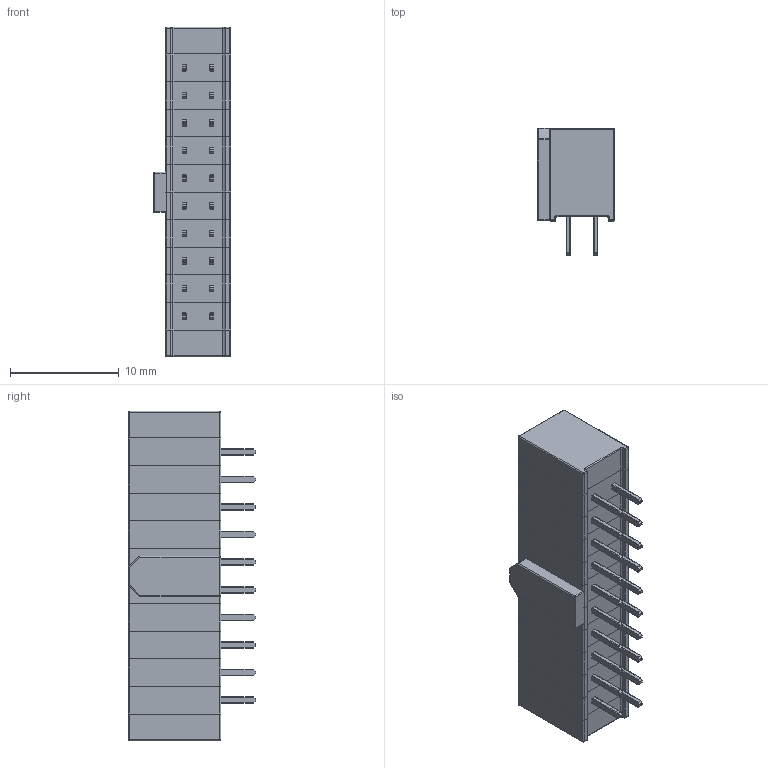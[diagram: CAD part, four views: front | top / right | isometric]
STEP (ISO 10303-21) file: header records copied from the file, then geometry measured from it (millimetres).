
FILE_DESCRIPTION (( 'STEP AP214' ), '1' );
FILE_NAME ('SFH11-xxPC-D10-ST-BK.STEP', '2018-08-02T18:08:56', ( '' ), ( '' ), 'SwSTEP 2.0', 'SolidWorks 2014', '' );
FILE_SCHEMA (( 'AUTOMOTIVE_DESIGN' ));
Length unit declared in the file: millimetre
Products named in the file (4): Polarizing Key; end; body section with ST gold pins; SFH11-xxPC-D10-ST-BK
Assembly tree (33 placements, depth 2):
  SFH11-xxPC-D10-ST-BK
    body section with ST gold pins  x30
    end  x2
    Polarizing Key
Bounding box: 7.1 x 11.7 x 30.32 mm (x, y, z)
Surface area: 7198 mm2
Topology: 93 solids, 93 shells, 5014 faces, 11138 edges, 5874 vertices
Faces by surface type: cylinder 2324, plane 1348, sphere 738, bspline 600, torus 4
Entity records: 6422 total; most frequent: CARTESIAN_POINT 1340, DIRECTION 1106, ORIENTED_EDGE 952, EDGE_CURVE 476, AXIS2_PLACEMENT_3D 430, VERTEX_POINT 264, LINE 246, VECTOR 246
